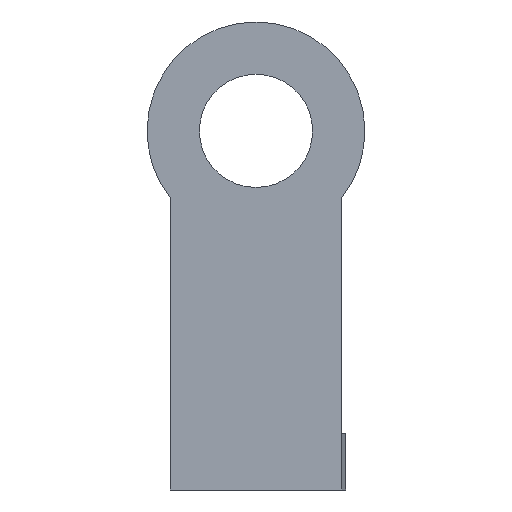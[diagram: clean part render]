
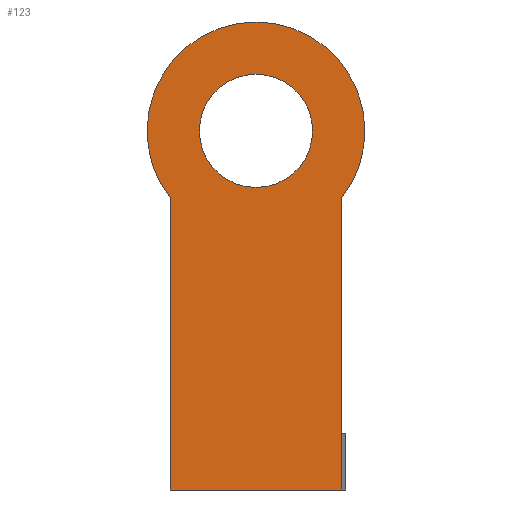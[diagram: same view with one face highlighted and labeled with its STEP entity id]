
A CAD part, left-side view. The second image highlights one B-rep face of the part: STEP entity #123.
In plain terms, the highlighted planar face has unit normal (-1, 0, 0).
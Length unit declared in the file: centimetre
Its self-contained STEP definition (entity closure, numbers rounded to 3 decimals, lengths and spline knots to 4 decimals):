
#5 = VERTEX_POINT ( 'NONE', #402 ) ;
#8 = CIRCLE ( 'NONE', #357, 0.4811 ) ;
#15 = ORIENTED_EDGE ( 'NONE', *, *, #337, .F. ) ;
#17 = EDGE_CURVE ( 'NONE', #391, #370, #365, .T. ) ;
#26 = VECTOR ( 'NONE', #306, 100. ) ;
#38 = AXIS2_PLACEMENT_3D ( 'NONE', #506, #607, #389 ) ;
#43 = EDGE_CURVE ( 'NONE', #370, #287, #60, .T. ) ;
#48 = CARTESIAN_POINT ( 'NONE',  ( -1.1577, -0.3789, 0. ) ) ;
#60 = LINE ( 'NONE', #109, #97 ) ;
#68 = CARTESIAN_POINT ( 'NONE',  ( -1.1577, 0., 1.5867 ) ) ;
#97 = VECTOR ( 'NONE', #457, 100. ) ;
#108 = ORIENTED_EDGE ( 'NONE', *, *, #17, .T. ) ;
#109 = CARTESIAN_POINT ( 'NONE',  ( -1.1577, 0.3789, 0. ) ) ;
#119 = FACE_BOUND ( 'NONE', #283, .T. ) ;
#123 = ADVANCED_FACE ( 'NONE', ( #470, #119 ), #168, .T. ) ;
#129 = EDGE_CURVE ( 'NONE', #287, #5, #166, .T. ) ;
#147 = DIRECTION ( 'NONE',  ( 0., 0., 1. ) ) ;
#148 = CARTESIAN_POINT ( 'NONE',  ( -1.1577, 0.3789, 0. ) ) ;
#154 = ORIENTED_EDGE ( 'NONE', *, *, #326, .F. ) ;
#158 = EDGE_LOOP ( 'NONE', ( #108, #587, #257, #487 ) ) ;
#166 = LINE ( 'NONE', #322, #327 ) ;
#168 = PLANE ( 'NONE',  #618 ) ;
#182 = CARTESIAN_POINT ( 'NONE',  ( -1.1577, 0., 1.3367 ) ) ;
#224 = EDGE_CURVE ( 'NONE', #5, #391, #8, .T. ) ;
#227 = VERTEX_POINT ( 'NONE', #182 ) ;
#238 = CARTESIAN_POINT ( 'NONE',  ( -1.1577, 0., 1.5867 ) ) ;
#246 = CARTESIAN_POINT ( 'NONE',  ( -1.1577, 0., 1.5867 ) ) ;
#257 = ORIENTED_EDGE ( 'NONE', *, *, #129, .T. ) ;
#283 = EDGE_LOOP ( 'NONE', ( #154, #15 ) ) ;
#287 = VERTEX_POINT ( 'NONE', #48 ) ;
#306 = DIRECTION ( 'NONE',  ( 0., 0., -1. ) ) ;
#309 = DIRECTION ( 'NONE',  ( -1., 0., 0. ) ) ;
#318 = DIRECTION ( 'NONE',  ( 0., 0., 1. ) ) ;
#322 = CARTESIAN_POINT ( 'NONE',  ( -1.1577, -0.3789, 0. ) ) ;
#325 = CIRCLE ( 'NONE', #38, 0.25 ) ;
#326 = EDGE_CURVE ( 'NONE', #227, #381, #325, .T. ) ;
#327 = VECTOR ( 'NONE', #579, 100. ) ;
#337 = EDGE_CURVE ( 'NONE', #381, #227, #583, .T. ) ;
#357 = AXIS2_PLACEMENT_3D ( 'NONE', #246, #396, #147 ) ;
#365 = LINE ( 'NONE', #148, #26 ) ;
#370 = VERTEX_POINT ( 'NONE', #656 ) ;
#375 = CARTESIAN_POINT ( 'NONE',  ( -1.1577, 0.3789, 1.2902 ) ) ;
#381 = VERTEX_POINT ( 'NONE', #545 ) ;
#389 = DIRECTION ( 'NONE',  ( 0., 0., 1. ) ) ;
#391 = VERTEX_POINT ( 'NONE', #375 ) ;
#396 = DIRECTION ( 'NONE',  ( -1., 0., 0. ) ) ;
#402 = CARTESIAN_POINT ( 'NONE',  ( -1.1577, -0.3789, 1.2902 ) ) ;
#410 = AXIS2_PLACEMENT_3D ( 'NONE', #238, #442, #600 ) ;
#442 = DIRECTION ( 'NONE',  ( -1., 0., 0. ) ) ;
#457 = DIRECTION ( 'NONE',  ( 0., -1., 0. ) ) ;
#470 = FACE_OUTER_BOUND ( 'NONE', #158, .T. ) ;
#487 = ORIENTED_EDGE ( 'NONE', *, *, #224, .T. ) ;
#506 = CARTESIAN_POINT ( 'NONE',  ( -1.1577, 0., 1.5867 ) ) ;
#545 = CARTESIAN_POINT ( 'NONE',  ( -1.1577, 0., 1.8367 ) ) ;
#579 = DIRECTION ( 'NONE',  ( 0., 0., 1. ) ) ;
#583 = CIRCLE ( 'NONE', #410, 0.25 ) ;
#587 = ORIENTED_EDGE ( 'NONE', *, *, #43, .T. ) ;
#600 = DIRECTION ( 'NONE',  ( 0., 0., 1. ) ) ;
#607 = DIRECTION ( 'NONE',  ( -1., 0., 0. ) ) ;
#618 = AXIS2_PLACEMENT_3D ( 'NONE', #68, #309, #318 ) ;
#656 = CARTESIAN_POINT ( 'NONE',  ( -1.1577, 0.3789, 0. ) ) ;
